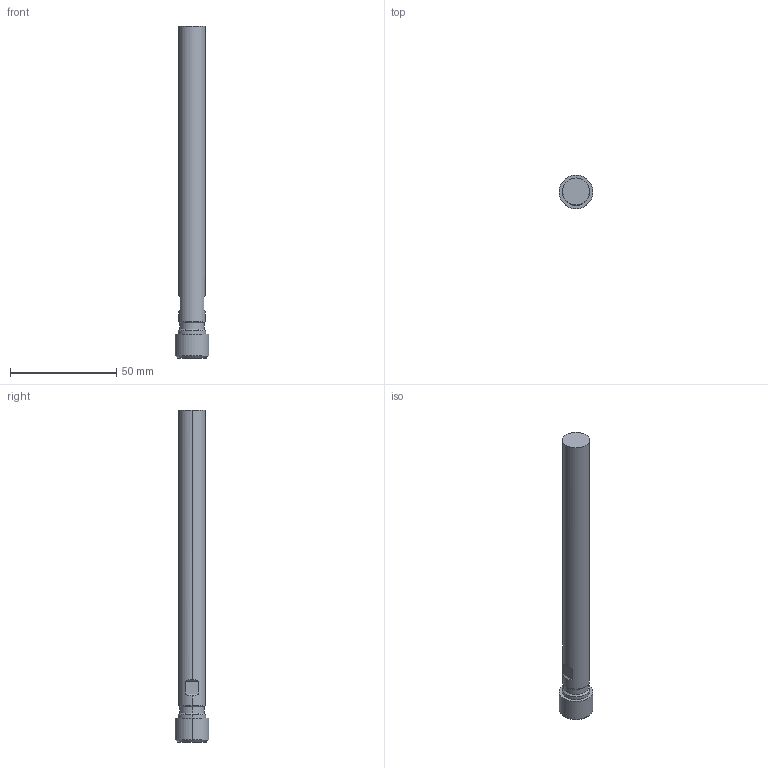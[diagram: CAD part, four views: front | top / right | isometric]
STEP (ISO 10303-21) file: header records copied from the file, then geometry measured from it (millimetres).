
FILE_DESCRIPTION (( 'STEP AP203' ), '1' );
FILE_NAME ('STP-04891.STEP', '2019-06-20T03:07:47', ( 'user' ), ( '' ), 'SwSTEP 2.0', 'SolidWorks 2017', '' );
FILE_SCHEMA (( 'CONFIG_CONTROL_DESIGN' ));
Length unit declared in the file: millimetre
Products named in the file (1): STP-04891
Bounding box: 16 x 16 x 156.6 mm (x, y, z)
Volume: 19840.1 mm3; surface area: 7137.8 mm2
Topology: 1 solids, 1 shells, 26 faces, 56 edges, 34 vertices
Faces by surface type: cylinder 10, plane 10, cone 6
Entity records: 779 total; most frequent: CARTESIAN_POINT 141, DIRECTION 124, ORIENTED_EDGE 112, EDGE_CURVE 56, AXIS2_PLACEMENT_3D 49, VERTEX_POINT 34, EDGE_LOOP 28, ADVANCED_FACE 26
